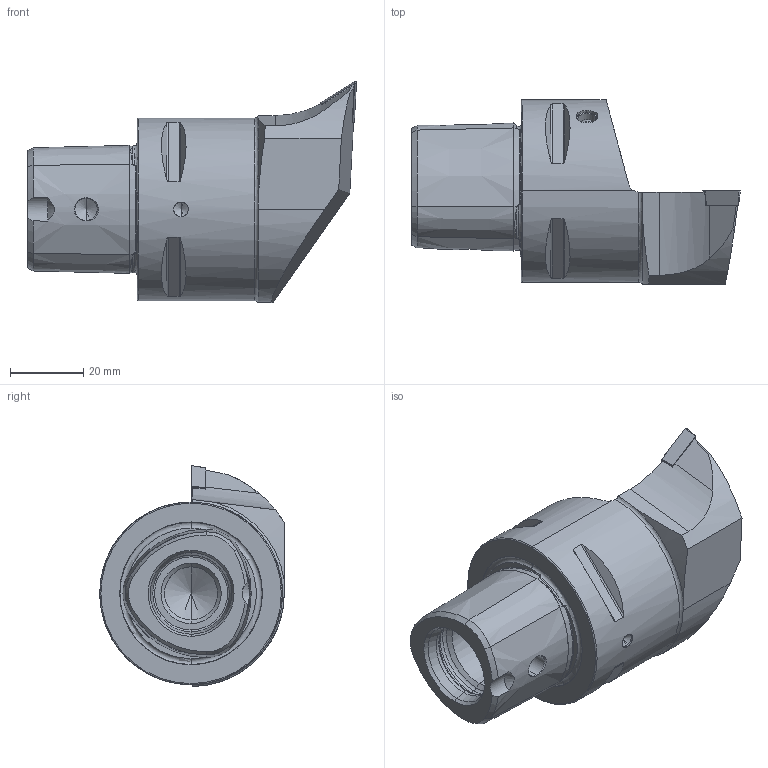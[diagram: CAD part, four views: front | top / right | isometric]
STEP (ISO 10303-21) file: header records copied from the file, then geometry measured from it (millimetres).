
FILE_DESCRIPTION (( 'STEP AP203' ), '1' );
FILE_NAME ('PS5.KDB.LUA.060.STEP', '2012-04-27T12:27:50', ( 'baer' ), ( 'Hewlett-Packard Company' ), 'SwSTEP 2.0', 'SolidWorks 2012', '' );
FILE_SCHEMA (( 'CONFIG_CONTROL_DESIGN' ));
Length unit declared in the file: millimetre
Products named in the file (5): PS5.KDB.LUA.060; KVT_MB_600_060; DCMT11T304; WCB-ER2.001.009_A; PS5-KDB.LUA.060_A
Assembly tree (4 placements, depth 2):
  PS5.KDB.LUA.060
    PS5-KDB.LUA.060_A
    WCB-ER2.001.009_A
    DCMT11T304
    KVT_MB_600_060
Bounding box: 90 x 50.5 x 60.5 mm (x, y, z)
Volume: 93127.2 mm3; surface area: 19481.5 mm2
Topology: 5 solids, 5 shells, 269 faces, 648 edges, 385 vertices
Faces by surface type: cone 93, cylinder 68, plane 53, torus 35, bspline 16, sphere 4
Entity records: 9326 total; most frequent: CARTESIAN_POINT 2908, ORIENTED_EDGE 1258, DIRECTION 1210, EDGE_CURVE 629, AXIS2_PLACEMENT_3D 494, VERTEX_POINT 382, EDGE_LOOP 289, ADVANCED_FACE 269
